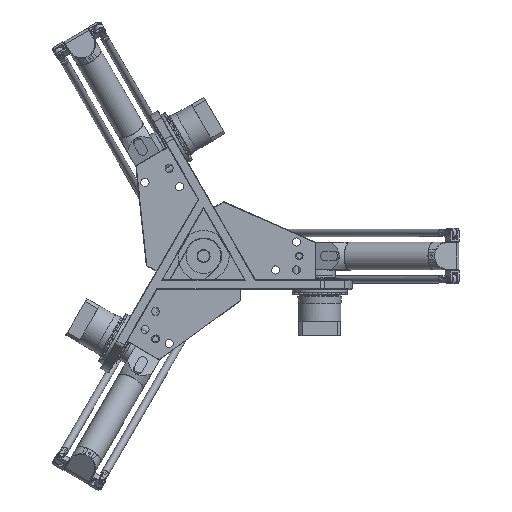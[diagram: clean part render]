
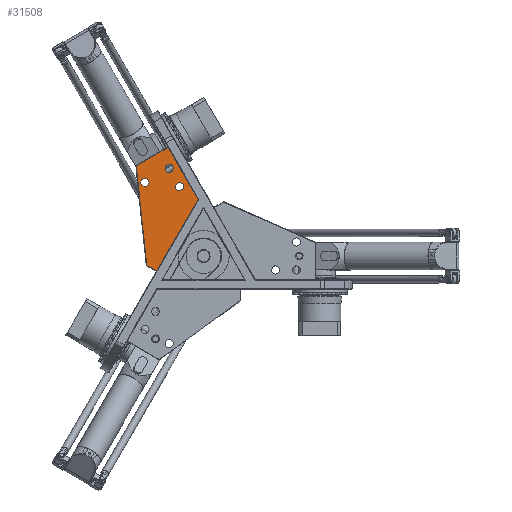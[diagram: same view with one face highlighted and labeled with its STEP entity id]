
A CAD part, top view. The second image highlights one B-rep face of the part: STEP entity #31508.
In plain terms, the highlighted planar face has unit normal (0, 0, 1).
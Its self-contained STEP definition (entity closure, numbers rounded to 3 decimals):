
#799=FACE_BOUND('',#7280,.T.);
#800=FACE_BOUND('',#7281,.T.);
#801=FACE_BOUND('',#7282,.T.);
#2791=CIRCLE('',#34471,8.75);
#2792=CIRCLE('',#34472,8.75);
#2793=CIRCLE('',#34473,8.75);
#5013=FACE_OUTER_BOUND('',#7279,.T.);
#7279=EDGE_LOOP('',(#25975,#25976,#25977,#25978,#25979));
#7280=EDGE_LOOP('',(#25980));
#7281=EDGE_LOOP('',(#25981));
#7282=EDGE_LOOP('',(#25982));
#10258=LINE('',#57266,#12862);
#10261=LINE('',#57271,#12865);
#10271=LINE('',#57289,#12875);
#10275=LINE('',#57296,#12879);
#10279=LINE('',#57303,#12883);
#12862=VECTOR('',#41444,10.);
#12865=VECTOR('',#41451,10.);
#12875=VECTOR('',#41469,10.);
#12879=VECTOR('',#41477,10.);
#12883=VECTOR('',#41483,10.);
#15439=VERTEX_POINT('',#57241);
#15445=VERTEX_POINT('',#57255);
#15448=VERTEX_POINT('',#57262);
#15453=VERTEX_POINT('',#57287);
#15454=VERTEX_POINT('',#57295);
#15457=VERTEX_POINT('',#57304);
#15458=VERTEX_POINT('',#57306);
#15459=VERTEX_POINT('',#57308);
#19180=EDGE_CURVE('',#15445,#15448,#10258,.T.);
#19183=EDGE_CURVE('',#15439,#15445,#10261,.T.);
#19193=EDGE_CURVE('',#15453,#15439,#10271,.T.);
#19197=EDGE_CURVE('',#15454,#15448,#10275,.T.);
#19201=EDGE_CURVE('',#15453,#15454,#10279,.T.);
#19202=EDGE_CURVE('',#15457,#15457,#2791,.T.);
#19203=EDGE_CURVE('',#15458,#15458,#2792,.T.);
#19204=EDGE_CURVE('',#15459,#15459,#2793,.T.);
#25975=ORIENTED_EDGE('',*,*,#19180,.F.);
#25976=ORIENTED_EDGE('',*,*,#19183,.F.);
#25977=ORIENTED_EDGE('',*,*,#19193,.F.);
#25978=ORIENTED_EDGE('',*,*,#19201,.T.);
#25979=ORIENTED_EDGE('',*,*,#19197,.T.);
#25980=ORIENTED_EDGE('',*,*,#19202,.T.);
#25981=ORIENTED_EDGE('',*,*,#19203,.T.);
#25982=ORIENTED_EDGE('',*,*,#19204,.T.);
#30016=PLANE('',#34470);
#31508=ADVANCED_FACE('',(#5013,#799,#800,#801),#30016,.T.);
#34470=AXIS2_PLACEMENT_3D('',#57302,#41481,#41482);
#34471=AXIS2_PLACEMENT_3D('',#57305,#41484,#41485);
#34472=AXIS2_PLACEMENT_3D('',#57307,#41486,#41487);
#34473=AXIS2_PLACEMENT_3D('',#57309,#41488,#41489);
#41444=DIRECTION('',(-0.866,0.5,0.));
#41451=DIRECTION('',(-0.809,-0.588,0.));
#41469=DIRECTION('',(0.,-1.,0.));
#41477=DIRECTION('',(-0.5,-0.866,0.));
#41481=DIRECTION('center_axis',(0.,0.,
1.));
#41482=DIRECTION('ref_axis',(1.,0.,0.));
#41483=DIRECTION('',(-1.,0.,0.));
#41484=DIRECTION('center_axis',(0.,0.,
-1.));
#41485=DIRECTION('ref_axis',(-1.,0.,0.));
#41486=DIRECTION('center_axis',(0.,0.,
-1.));
#41487=DIRECTION('ref_axis',(-1.,0.,0.));
#41488=DIRECTION('center_axis',(0.,0.,
-1.));
#41489=DIRECTION('ref_axis',(-1.,0.,0.));
#57241=CARTESIAN_POINT('',(78.61,-95.602,101.));
#57255=CARTESIAN_POINT('',(-95.663,-222.393,101.));
#57262=CARTESIAN_POINT('',(-164.382,-182.718,101.));
#57266=CARTESIAN_POINT('',(-131.403,-201.758,101.));
#57271=CARTESIAN_POINT('',(-57.878,-194.903,101.));
#57287=CARTESIAN_POINT('',(78.61,-71.,101.));
#57289=CARTESIAN_POINT('',(78.61,-113.25,101.));
#57295=CARTESIAN_POINT('',(-99.882,-71.,101.));
#57296=CARTESIAN_POINT('',(-99.882,-71.,101.));
#57302=CARTESIAN_POINT('Origin',(-46.226,-130.389,101.));
#57303=CARTESIAN_POINT('',(79.61,-71.,101.));
#57304=CARTESIAN_POINT('',(-117.23,-158.204,101.));
#57305=CARTESIAN_POINT('Origin',(-125.98,-158.204,101.));
#57306=CARTESIAN_POINT('',(-65.269,-188.204,101.));
#57307=CARTESIAN_POINT('Origin',(-74.019,-188.204,101.));
#57308=CARTESIAN_POINT('',(-94.73,-119.233,101.));
#57309=CARTESIAN_POINT('Origin',(-103.48,-119.233,101.));
